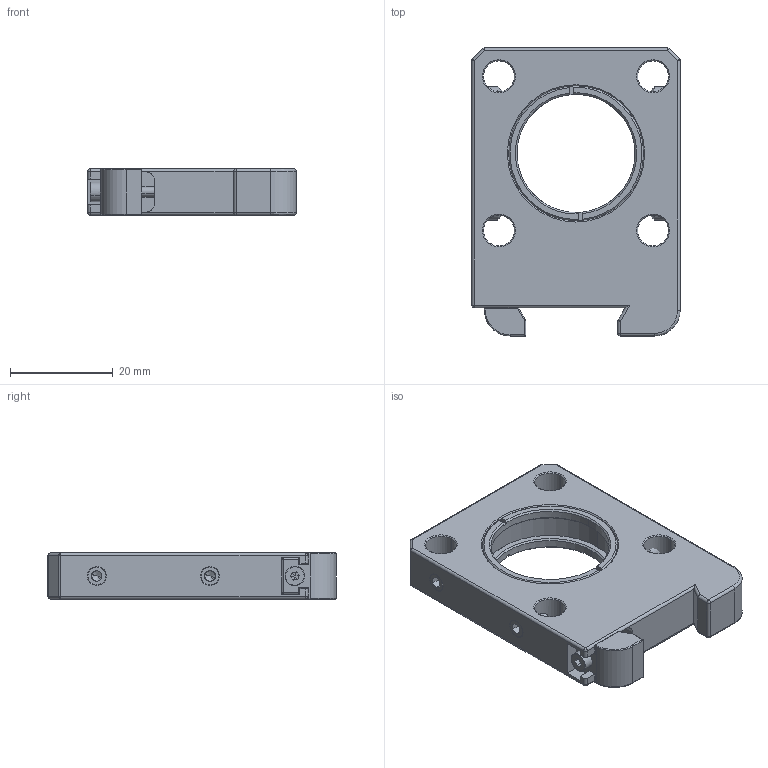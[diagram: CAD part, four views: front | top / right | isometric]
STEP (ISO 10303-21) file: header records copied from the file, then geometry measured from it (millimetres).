
FILE_DESCRIPTION (( 'STEP AP203' ), '1' );
FILE_NAME ('CSCA1-SM1.STEP', '2025-11-19T02:04:47', ( '' ), ( '' ), 'SwSTEP 2.0', 'SolidWorks 2020', '' );
FILE_SCHEMA (( 'CONFIG_CONTROL_DESIGN' ));
Length unit declared in the file: millimetre
Products named in the file (1): CSCA1-SM1
Bounding box: 40.5 x 56 x 9 mm (x, y, z)
Volume: 13489.2 mm3; surface area: 8483.7 mm2
Topology: 9 solids, 9 shells, 647 faces, 1658 edges, 1016 vertices
Faces by surface type: plane 325, bspline 118, cylinder 108, cone 96
Entity records: 21912 total; most frequent: CARTESIAN_POINT 7708, ORIENTED_EDGE 3232, DIRECTION 2408, EDGE_CURVE 1616, VERTEX_POINT 1016, AXIS2_PLACEMENT_3D 830, LINE 748, VECTOR 748
